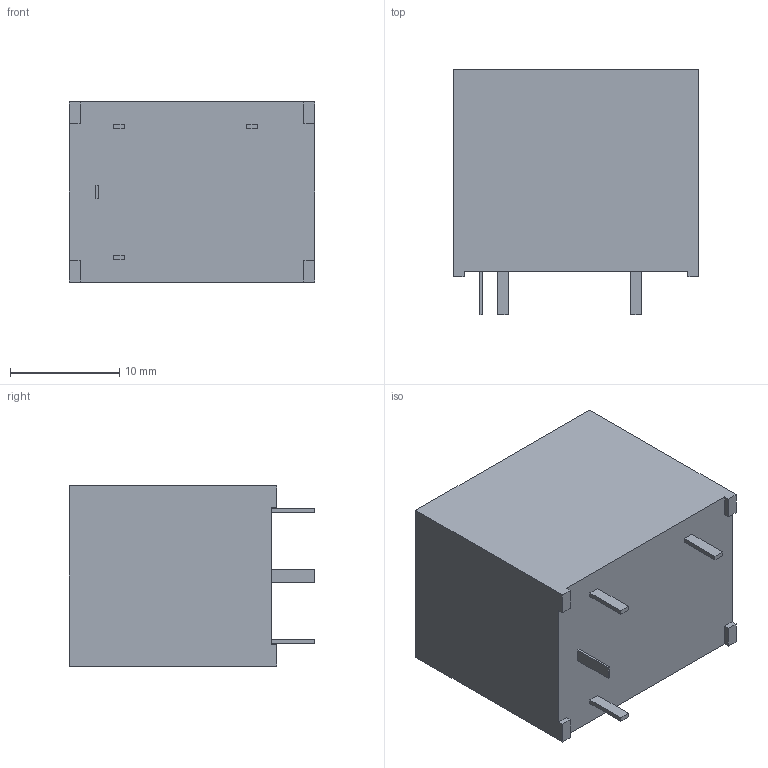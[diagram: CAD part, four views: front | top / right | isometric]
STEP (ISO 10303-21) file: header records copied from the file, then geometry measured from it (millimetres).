
FILE_DESCRIPTION (( 'STEP AP214' ), '1' );
FILE_NAME ('G5LE_1A4.step', '2016-12-28T08:00:03', ( 'OSMC1.0 ' ), ( ' ' ), 'SwSTEP 2.0', 'SolidWorks 2002025', '' );
FILE_SCHEMA (( 'AUTOMOTIVE_DESIGN' ));
Length unit declared in the file: millimetre
Products named in the file (1): G5LE_1A4
Bounding box: 22.5 x 22.5 x 16.5 mm (x, y, z)
Volume: 6877.6 mm3; surface area: 2243.1 mm2
Topology: 1 solids, 1 shells, 43 faces, 108 edges, 72 vertices
Faces by surface type: plane 43
Entity records: 1505 total; most frequent: CARTESIAN_POINT 224, ORIENTED_EDGE 216, DIRECTION 196, EDGE_CURVE 108, LINE 108, VECTOR 108, VERTEX_POINT 72, EDGE_LOOP 48
